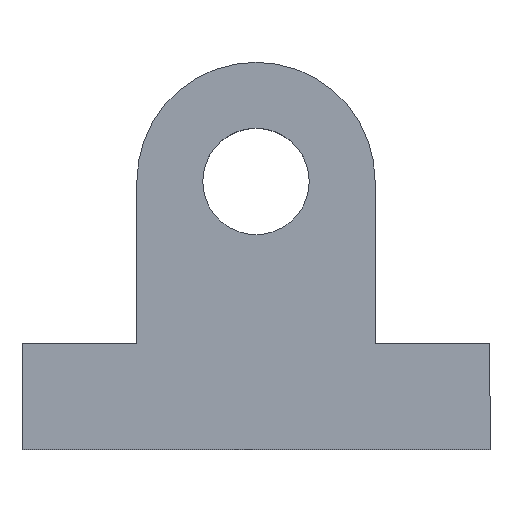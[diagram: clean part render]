
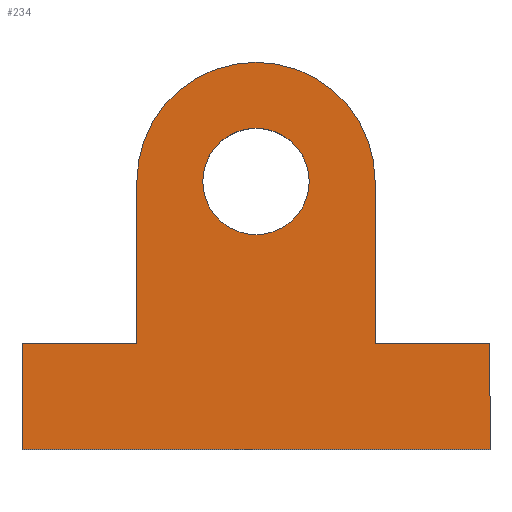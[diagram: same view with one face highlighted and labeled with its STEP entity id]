
A CAD part, top view. The second image highlights one B-rep face of the part: STEP entity #234.
In plain terms, the highlighted planar face has unit normal (0, 0, 1).
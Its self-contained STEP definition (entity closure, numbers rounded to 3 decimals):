
#2 = LINE ( 'NONE', #128, #170 ) ;
#4 = FACE_BOUND ( 'NONE', #86, .T. ) ;
#5 = ORIENTED_EDGE ( 'NONE', *, *, #256, .T. ) ;
#8 = CIRCLE ( 'NONE', #416, 28. ) ;
#10 = AXIS2_PLACEMENT_3D ( 'NONE', #94, #435, #408 ) ;
#12 = CARTESIAN_POINT ( 'NONE',  ( 55., 0., 11. ) ) ;
#22 = DIRECTION ( 'NONE',  ( -1., 0., 0. ) ) ;
#24 = ORIENTED_EDGE ( 'NONE', *, *, #214, .T. ) ;
#29 = VERTEX_POINT ( 'NONE', #88 ) ;
#30 = EDGE_CURVE ( 'NONE', #29, #318, #182, .T. ) ;
#37 = EDGE_CURVE ( 'NONE', #298, #68, #267, .T. ) ;
#39 = CARTESIAN_POINT ( 'NONE',  ( 28., 25., 11. ) ) ;
#41 = LINE ( 'NONE', #282, #358 ) ;
#42 = CARTESIAN_POINT ( 'NONE',  ( 28., 63., 11. ) ) ;
#44 = DIRECTION ( 'NONE',  ( 0., 0., 1. ) ) ;
#51 = EDGE_CURVE ( 'NONE', #318, #246, #240, .T. ) ;
#61 = CARTESIAN_POINT ( 'NONE',  ( -12.5, 63., 11. ) ) ;
#68 = VERTEX_POINT ( 'NONE', #61 ) ;
#69 = DIRECTION ( 'NONE',  ( 1., 0., 0. ) ) ;
#72 = CARTESIAN_POINT ( 'NONE',  ( -55., 25., 11. ) ) ;
#76 = PLANE ( 'NONE',  #339 ) ;
#86 = EDGE_LOOP ( 'NONE', ( #335, #100 ) ) ;
#88 = CARTESIAN_POINT ( 'NONE',  ( -28., 25., 11. ) ) ;
#93 = DIRECTION ( 'NONE',  ( 0., -1., 0. ) ) ;
#94 = CARTESIAN_POINT ( 'NONE',  ( 0., 63., 11. ) ) ;
#97 = FACE_OUTER_BOUND ( 'NONE', #336, .T. ) ;
#100 = ORIENTED_EDGE ( 'NONE', *, *, #37, .F. ) ;
#115 = CARTESIAN_POINT ( 'NONE',  ( 0., 63., 11. ) ) ;
#120 = VERTEX_POINT ( 'NONE', #388 ) ;
#121 = DIRECTION ( 'NONE',  ( -1., 0., 0. ) ) ;
#122 = CARTESIAN_POINT ( 'NONE',  ( 28., 25., 11. ) ) ;
#128 = CARTESIAN_POINT ( 'NONE',  ( -28., 25., 11. ) ) ;
#130 = CIRCLE ( 'NONE', #194, 12.5 ) ;
#144 = DIRECTION ( 'NONE',  ( 0., 0., 1. ) ) ;
#146 = EDGE_CURVE ( 'NONE', #411, #120, #41, .T. ) ;
#148 = LINE ( 'NONE', #122, #382 ) ;
#157 = DIRECTION ( 'NONE',  ( 0., -1., 0. ) ) ;
#162 = CARTESIAN_POINT ( 'NONE',  ( -55., 0., 11. ) ) ;
#163 = ORIENTED_EDGE ( 'NONE', *, *, #420, .T. ) ;
#170 = VECTOR ( 'NONE', #157, 1000. ) ;
#179 = CARTESIAN_POINT ( 'NONE',  ( -55., 0., 11. ) ) ;
#180 = CARTESIAN_POINT ( 'NONE',  ( -28., 63., 11. ) ) ;
#182 = LINE ( 'NONE', #429, #253 ) ;
#194 = AXIS2_PLACEMENT_3D ( 'NONE', #258, #44, #322 ) ;
#209 = CARTESIAN_POINT ( 'NONE',  ( 0., 63., 11. ) ) ;
#214 = EDGE_CURVE ( 'NONE', #268, #281, #8, .T. ) ;
#215 = CARTESIAN_POINT ( 'NONE',  ( 12.5, 63., 11. ) ) ;
#231 = VERTEX_POINT ( 'NONE', #39 ) ;
#234 = ADVANCED_FACE ( 'NONE', ( #97, #4 ), #76, .F. ) ;
#240 = LINE ( 'NONE', #162, #364 ) ;
#246 = VERTEX_POINT ( 'NONE', #329 ) ;
#247 = DIRECTION ( 'NONE',  ( -1., 0., 0. ) ) ;
#253 = VECTOR ( 'NONE', #22, 1000. ) ;
#256 = EDGE_CURVE ( 'NONE', #246, #411, #428, .T. ) ;
#258 = CARTESIAN_POINT ( 'NONE',  ( 0., 63., 11. ) ) ;
#266 = LINE ( 'NONE', #365, #434 ) ;
#267 = CIRCLE ( 'NONE', #10, 12.5 ) ;
#268 = VERTEX_POINT ( 'NONE', #42 ) ;
#280 = ORIENTED_EDGE ( 'NONE', *, *, #30, .T. ) ;
#281 = VERTEX_POINT ( 'NONE', #180 ) ;
#282 = CARTESIAN_POINT ( 'NONE',  ( 55., 0., 11. ) ) ;
#296 = DIRECTION ( 'NONE',  ( 0., 1., 0. ) ) ;
#298 = VERTEX_POINT ( 'NONE', #215 ) ;
#306 = EDGE_CURVE ( 'NONE', #68, #298, #130, .T. ) ;
#313 = ORIENTED_EDGE ( 'NONE', *, *, #146, .T. ) ;
#318 = VERTEX_POINT ( 'NONE', #72 ) ;
#322 = DIRECTION ( 'NONE',  ( 1., 0., 0. ) ) ;
#329 = CARTESIAN_POINT ( 'NONE',  ( -55., 0., 11. ) ) ;
#335 = ORIENTED_EDGE ( 'NONE', *, *, #306, .F. ) ;
#336 = EDGE_LOOP ( 'NONE', ( #432, #5, #313, #163, #437, #24, #443, #280 ) ) ;
#339 = AXIS2_PLACEMENT_3D ( 'NONE', #115, #360, #421 ) ;
#349 = DIRECTION ( 'NONE',  ( 0., 1., 0. ) ) ;
#358 = VECTOR ( 'NONE', #349, 1000. ) ;
#360 = DIRECTION ( 'NONE',  ( 0., 0., -1. ) ) ;
#364 = VECTOR ( 'NONE', #93, 1000. ) ;
#365 = CARTESIAN_POINT ( 'NONE',  ( 28., 25., 11. ) ) ;
#369 = VECTOR ( 'NONE', #69, 1000. ) ;
#381 = EDGE_CURVE ( 'NONE', #231, #268, #148, .T. ) ;
#382 = VECTOR ( 'NONE', #296, 1000. ) ;
#388 = CARTESIAN_POINT ( 'NONE',  ( 55., 25., 11. ) ) ;
#408 = DIRECTION ( 'NONE',  ( 1., 0., 0. ) ) ;
#411 = VERTEX_POINT ( 'NONE', #12 ) ;
#413 = EDGE_CURVE ( 'NONE', #281, #29, #2, .T. ) ;
#416 = AXIS2_PLACEMENT_3D ( 'NONE', #209, #144, #247 ) ;
#420 = EDGE_CURVE ( 'NONE', #120, #231, #266, .T. ) ;
#421 = DIRECTION ( 'NONE',  ( -1., 0., 0. ) ) ;
#428 = LINE ( 'NONE', #179, #369 ) ;
#429 = CARTESIAN_POINT ( 'NONE',  ( -55., 25., 11. ) ) ;
#432 = ORIENTED_EDGE ( 'NONE', *, *, #51, .T. ) ;
#434 = VECTOR ( 'NONE', #121, 1000. ) ;
#435 = DIRECTION ( 'NONE',  ( 0., 0., 1. ) ) ;
#437 = ORIENTED_EDGE ( 'NONE', *, *, #381, .T. ) ;
#443 = ORIENTED_EDGE ( 'NONE', *, *, #413, .T. ) ;
